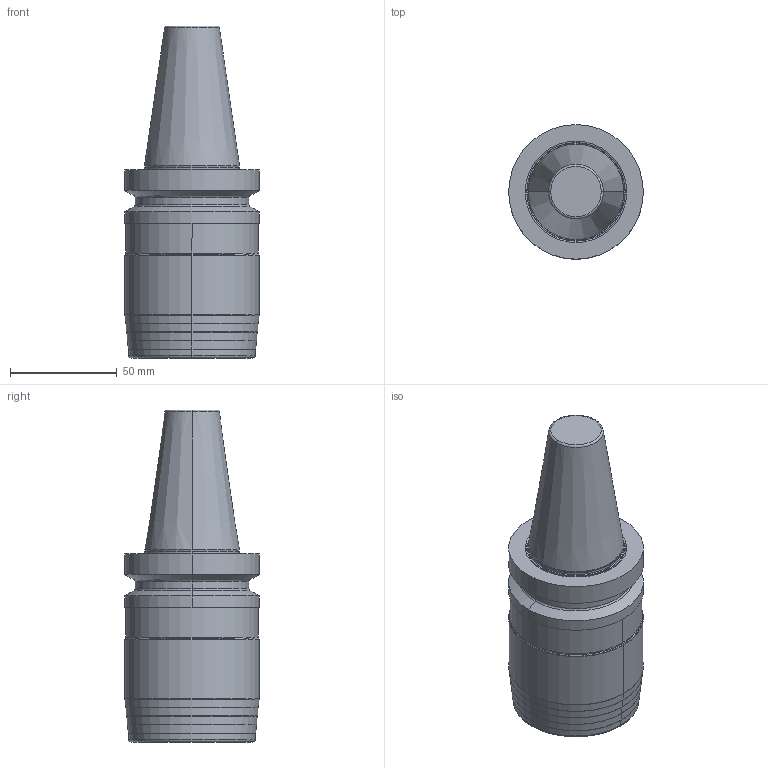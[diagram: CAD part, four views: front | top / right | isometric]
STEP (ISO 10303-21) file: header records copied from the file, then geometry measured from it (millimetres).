
FILE_DESCRIPTION((''),'2;1');
FILE_NAME('30526763','2020-09-08T14:59:17',('bahnemannr'),(''),'CREO PARAMETRIC BY PTC INC, 2019030','CREO PARAMETRIC BY PTC INC, 2019030','');
FILE_SCHEMA(('AP242_MANAGED_MODEL_BASED_3D_ENGINEERING_MIM_LF { 1 0 10303 442 1 1 4 }'));
Length unit declared in the file: millimetre
Products named in the file (1): 30526763
Bounding box: 63 x 63 x 155.4 mm (x, y, z)
Volume: 279937.6 mm3; surface area: 36652.9 mm2
Topology: 1 solids, 1 shells, 77 faces, 152 edges, 86 vertices
Faces by surface type: torus 30, cone 22, cylinder 14, plane 11
Entity records: 3318 total; most frequent: DIRECTION 462, CARTESIAN_POINT 337, ORIENTED_EDGE 304, AXIS2_PLACEMENT_3D 213, PRESENTATION_STYLE_ASSIGNMENT 156, STYLED_ITEM 156, CURVE_STYLE 155, EDGE_CURVE 152
